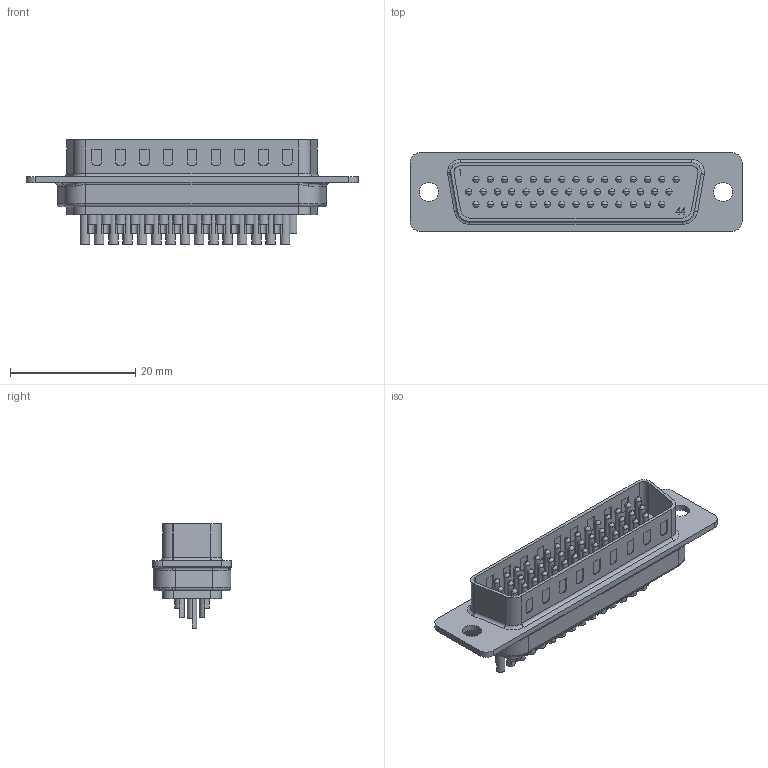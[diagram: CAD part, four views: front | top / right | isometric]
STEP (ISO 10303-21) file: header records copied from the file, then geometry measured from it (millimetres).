
FILE_DESCRIPTION (( 'STEP AP214' ), '1' );
FILE_NAME ('SDH44P.STEP', '2007-11-30T19:14:31', ( ' ' ), ( ' ' ), 'SwSTEP 2.0', 'SolidWorks 2007', '' );
FILE_SCHEMA (( 'AUTOMOTIVE_DESIGN' ));
Length unit declared in the file: inch
Products named in the file (1): SDH44P
Bounding box: 53.09 x 12.55 x 16.69 mm (x, y, z)
Volume: 3623.6 mm3; surface area: 4845.1 mm2
Topology: 1 solids, 1 shells, 956 faces, 2385 edges, 1475 vertices
Faces by surface type: plane 464, cylinder 380, sphere 88, torus 20, bspline 4
Entity records: 38488 total; most frequent: DIRECTION 4990, CARTESIAN_POINT 4697, ORIENTED_EDGE 4418, EDGE_CURVE 2209, AXIS2_PLACEMENT_3D 1832, VERTEX_POINT 1387, VECTOR 1326, LINE 1326
